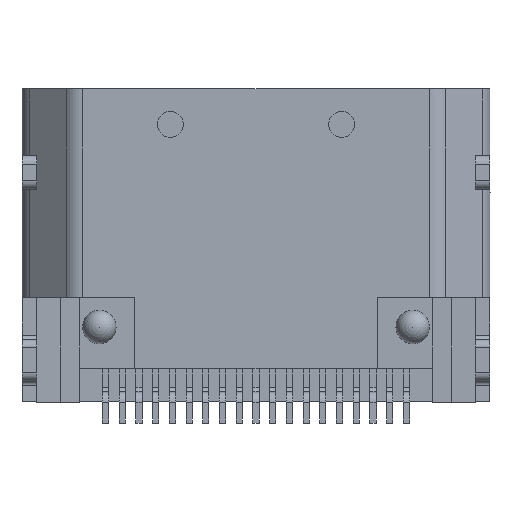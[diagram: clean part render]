
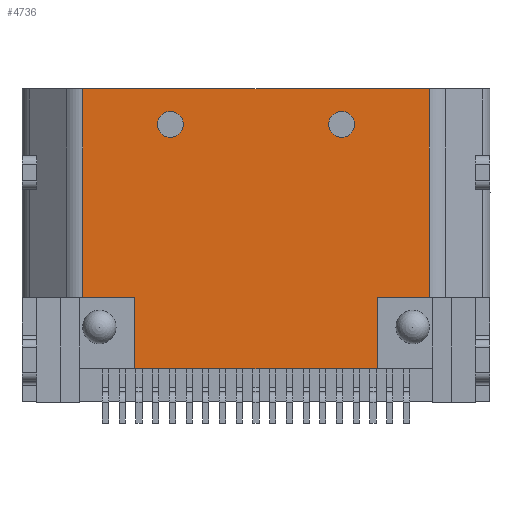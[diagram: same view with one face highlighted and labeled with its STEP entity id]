
A CAD part, front view. The second image highlights one B-rep face of the part: STEP entity #4736.
In plain terms, the highlighted planar face has unit normal (0, -1, 0).
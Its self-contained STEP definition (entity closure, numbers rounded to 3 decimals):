
#4679 = VERTEX_POINT ( 'NONE', #18424 ) ;
#4681 = EDGE_CURVE ( 'NONE', #4682, #4679, #18423, .T. ) ;
#4682 = VERTEX_POINT ( 'NONE', #18477 ) ;
#4701 = VERTEX_POINT ( 'NONE', #18526 ) ;
#4703 = EDGE_CURVE ( 'NONE', #4704, #4701, #18525, .T. ) ;
#4704 = VERTEX_POINT ( 'NONE', #18520 ) ;
#4716 = VERTEX_POINT ( 'NONE', #18596 ) ;
#4717 = VERTEX_POINT ( 'NONE', #18595 ) ;
#4718 = ORIENTED_EDGE ( 'NONE', *, *, #4719, .T. ) ;
#4719 = EDGE_CURVE ( 'NONE', #4716, #4720, #18594, .T. ) ;
#4720 = VERTEX_POINT ( 'NONE', #18590 ) ;
#4721 = ORIENTED_EDGE ( 'NONE', *, *, #4722, .T. ) ;
#4722 = EDGE_CURVE ( 'NONE', #4720, #4723, #18589, .T. ) ;
#4723 = VERTEX_POINT ( 'NONE', #18585 ) ;
#4724 = ORIENTED_EDGE ( 'NONE', *, *, #4725, .T. ) ;
#4725 = EDGE_CURVE ( 'NONE', #4723, #4726, #18584, .T. ) ;
#4726 = VERTEX_POINT ( 'NONE', #18580 ) ;
#4727 = ORIENTED_EDGE ( 'NONE', *, *, #4728, .F. ) ;
#4728 = EDGE_CURVE ( 'NONE', #4729, #4726, #18579, .T. ) ;
#4729 = VERTEX_POINT ( 'NONE', #18575 ) ;
#4736 = ADVANCED_FACE ( 'NONE', ( #18631, #18630, #18629 ), #18628, .T. ) ;
#4737 = EDGE_LOOP ( 'NONE', ( #4738, #4739 ) ) ;
#4738 = ORIENTED_EDGE ( 'NONE', *, *, #4681, .T. ) ;
#4739 = ORIENTED_EDGE ( 'NONE', *, *, #4740, .T. ) ;
#4740 = EDGE_CURVE ( 'NONE', #4679, #4682, #18623, .T. ) ;
#4741 = EDGE_LOOP ( 'NONE', ( #4742, #4718, #4721, #4724, #4727, #4785, #4788, #4791 ) ) ;
#4742 = ORIENTED_EDGE ( 'NONE', *, *, #4743, .F. ) ;
#4743 = EDGE_CURVE ( 'NONE', #4716, #4717, #18618, .T. ) ;
#4785 = ORIENTED_EDGE ( 'NONE', *, *, #4786, .F. ) ;
#4786 = EDGE_CURVE ( 'NONE', #4787, #4729, #18705, .T. ) ;
#4787 = VERTEX_POINT ( 'NONE', #18701 ) ;
#4788 = ORIENTED_EDGE ( 'NONE', *, *, #4789, .T. ) ;
#4789 = EDGE_CURVE ( 'NONE', #4787, #4790, #18700, .T. ) ;
#4790 = VERTEX_POINT ( 'NONE', #18696 ) ;
#4791 = ORIENTED_EDGE ( 'NONE', *, *, #4792, .F. ) ;
#4792 = EDGE_CURVE ( 'NONE', #4717, #4790, #18695, .T. ) ;
#4793 = EDGE_LOOP ( 'NONE', ( #4794, #4795 ) ) ;
#4794 = ORIENTED_EDGE ( 'NONE', *, *, #4703, .T. ) ;
#4795 = ORIENTED_EDGE ( 'NONE', *, *, #4796, .T. ) ;
#4796 = EDGE_CURVE ( 'NONE', #4701, #4704, #18749, .T. ) ;
#18423 = CIRCLE ( 'NONE', #18481, 0.31 ) ;
#18424 = CARTESIAN_POINT ( 'NONE',  ( -2.05, 0., -1.16 ) ) ;
#18477 = CARTESIAN_POINT ( 'NONE',  ( -2.05, 0., -0.54 ) ) ;
#18478 = DIRECTION ( 'NONE',  ( 0., 0., -1. ) ) ;
#18479 = DIRECTION ( 'NONE',  ( 0., 1., 0. ) ) ;
#18480 = CARTESIAN_POINT ( 'NONE',  ( -2.05, 0., -0.85 ) ) ;
#18481 = AXIS2_PLACEMENT_3D ( 'NONE', #18480, #18479, #18478 ) ;
#18520 = CARTESIAN_POINT ( 'NONE',  ( 2.05, 0., -0.54 ) ) ;
#18521 = DIRECTION ( 'NONE',  ( 0., 0., -1. ) ) ;
#18522 = DIRECTION ( 'NONE',  ( 0., 1., 0. ) ) ;
#18523 = CARTESIAN_POINT ( 'NONE',  ( 2.05, 0., -0.85 ) ) ;
#18524 = AXIS2_PLACEMENT_3D ( 'NONE', #18523, #18522, #18521 ) ;
#18525 = CIRCLE ( 'NONE', #18524, 0.31 ) ;
#18526 = CARTESIAN_POINT ( 'NONE',  ( 2.05, 0., -1.16 ) ) ;
#18575 = CARTESIAN_POINT ( 'NONE',  ( -4.15, 0., 0. ) ) ;
#18576 = DIRECTION ( 'NONE',  ( 1., 0., 0. ) ) ;
#18577 = VECTOR ( 'NONE', #18576, 1000. ) ;
#18578 = CARTESIAN_POINT ( 'NONE',  ( -5.6, 0., 0. ) ) ;
#18579 = LINE ( 'NONE', #18578, #18577 ) ;
#18580 = CARTESIAN_POINT ( 'NONE',  ( 4.15, 0., 0. ) ) ;
#18581 = DIRECTION ( 'NONE',  ( 0., 0., 1. ) ) ;
#18582 = VECTOR ( 'NONE', #18581, 1000. ) ;
#18583 = CARTESIAN_POINT ( 'NONE',  ( 4.15, 0., -4.99 ) ) ;
#18584 = LINE ( 'NONE', #18583, #18582 ) ;
#18585 = CARTESIAN_POINT ( 'NONE',  ( 4.15, 0., -4.99 ) ) ;
#18586 = DIRECTION ( 'NONE',  ( 1., 0., 0. ) ) ;
#18587 = VECTOR ( 'NONE', #18586, 1000. ) ;
#18588 = CARTESIAN_POINT ( 'NONE',  ( 2.9, 0., -4.99 ) ) ;
#18589 = LINE ( 'NONE', #18588, #18587 ) ;
#18590 = CARTESIAN_POINT ( 'NONE',  ( 2.9, 0., -4.99 ) ) ;
#18591 = DIRECTION ( 'NONE',  ( 0., 0., 1. ) ) ;
#18592 = VECTOR ( 'NONE', #18591, 1000. ) ;
#18593 = CARTESIAN_POINT ( 'NONE',  ( 2.9, 0., -5. ) ) ;
#18594 = LINE ( 'NONE', #18593, #18592 ) ;
#18595 = CARTESIAN_POINT ( 'NONE',  ( -2.9, 0., -6.7 ) ) ;
#18596 = CARTESIAN_POINT ( 'NONE',  ( 2.9, 0., -6.7 ) ) ;
#18615 = DIRECTION ( 'NONE',  ( -1., 0., 0. ) ) ;
#18616 = VECTOR ( 'NONE', #18615, 1000. ) ;
#18617 = CARTESIAN_POINT ( 'NONE',  ( 4.22, 0., -6.7 ) ) ;
#18618 = LINE ( 'NONE', #18617, #18616 ) ;
#18619 = DIRECTION ( 'NONE',  ( 0., 0., -1. ) ) ;
#18620 = DIRECTION ( 'NONE',  ( 0., 1., 0. ) ) ;
#18621 = CARTESIAN_POINT ( 'NONE',  ( -2.05, 0., -0.85 ) ) ;
#18622 = AXIS2_PLACEMENT_3D ( 'NONE', #18621, #18620, #18619 ) ;
#18623 = CIRCLE ( 'NONE', #18622, 0.31 ) ;
#18624 = DIRECTION ( 'NONE',  ( 0., 0., -1. ) ) ;
#18625 = DIRECTION ( 'NONE',  ( 0., -1., 0. ) ) ;
#18626 = CARTESIAN_POINT ( 'NONE',  ( -5.6, 0., -7.5 ) ) ;
#18627 = AXIS2_PLACEMENT_3D ( 'NONE', #18626, #18625, #18624 ) ;
#18628 = PLANE ( 'NONE',  #18627 ) ;
#18629 = FACE_BOUND ( 'NONE', #4793, .T. ) ;
#18630 = FACE_OUTER_BOUND ( 'NONE', #4741, .T. ) ;
#18631 = FACE_BOUND ( 'NONE', #4737, .T. ) ;
#18692 = DIRECTION ( 'NONE',  ( 0., 0., 1. ) ) ;
#18693 = VECTOR ( 'NONE', #18692, 1000. ) ;
#18694 = CARTESIAN_POINT ( 'NONE',  ( -2.9, 0., -5. ) ) ;
#18695 = LINE ( 'NONE', #18694, #18693 ) ;
#18696 = CARTESIAN_POINT ( 'NONE',  ( -2.9, 0., -4.99 ) ) ;
#18697 = DIRECTION ( 'NONE',  ( 1., 0., 0. ) ) ;
#18698 = VECTOR ( 'NONE', #18697, 1000. ) ;
#18699 = CARTESIAN_POINT ( 'NONE',  ( -5.25, 0., -4.99 ) ) ;
#18700 = LINE ( 'NONE', #18699, #18698 ) ;
#18701 = CARTESIAN_POINT ( 'NONE',  ( -4.15, 0., -4.99 ) ) ;
#18702 = DIRECTION ( 'NONE',  ( 0., 0., 1. ) ) ;
#18703 = VECTOR ( 'NONE', #18702, 1000. ) ;
#18704 = CARTESIAN_POINT ( 'NONE',  ( -4.15, 0., -4.99 ) ) ;
#18705 = LINE ( 'NONE', #18704, #18703 ) ;
#18745 = DIRECTION ( 'NONE',  ( 0., 0., -1. ) ) ;
#18746 = DIRECTION ( 'NONE',  ( 0., 1., 0. ) ) ;
#18747 = CARTESIAN_POINT ( 'NONE',  ( 2.05, 0., -0.85 ) ) ;
#18748 = AXIS2_PLACEMENT_3D ( 'NONE', #18747, #18746, #18745 ) ;
#18749 = CIRCLE ( 'NONE', #18748, 0.31 ) ;
